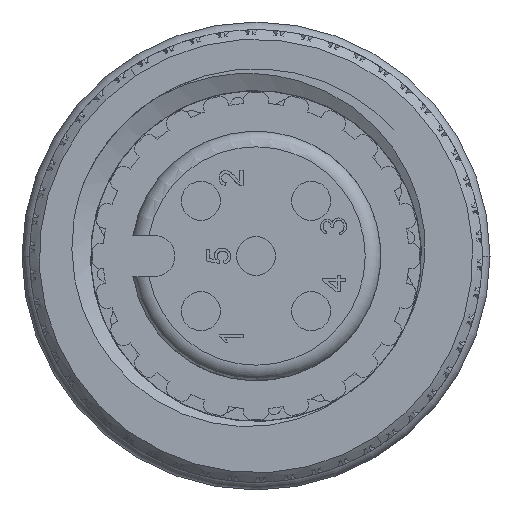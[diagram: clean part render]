
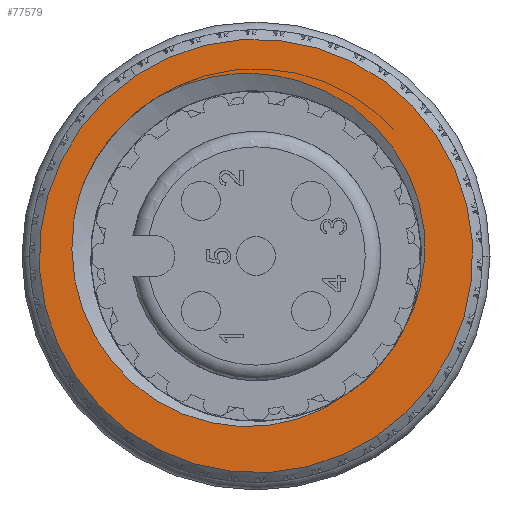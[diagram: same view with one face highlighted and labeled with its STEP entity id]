
A CAD part, left-side view. The second image highlights one B-rep face of the part: STEP entity #77579.
In plain terms, the highlighted face is planar.
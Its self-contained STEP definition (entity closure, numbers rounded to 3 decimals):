
#2233=CARTESIAN_POINT('',(36.5,0.,0.3));
#2234=DIRECTION('',(1.,0.,0.));
#2235=DIRECTION('',(0.,0.831,0.556));
#2236=AXIS2_PLACEMENT_3D('',#2233,#2234,#2235);
#2238=CARTESIAN_POINT('',(36.5,0.,0.3));
#2239=DIRECTION('',(1.,0.,0.));
#2240=DIRECTION('',(0.,-0.831,-0.556));
#2241=AXIS2_PLACEMENT_3D('',#2238,#2239,#2240);
#2243=CARTESIAN_POINT('',(36.5,5.077,3.498));
#2244=CARTESIAN_POINT('',(36.5,5.149,3.372));
#2245=CARTESIAN_POINT('',(36.5,5.284,3.114));
#2246=CARTESIAN_POINT('',(36.5,5.463,2.698));
#2247=CARTESIAN_POINT('',(36.5,5.606,2.276));
#2248=CARTESIAN_POINT('',(36.5,5.713,1.865));
#2249=CARTESIAN_POINT('',(36.5,5.784,1.485));
#2250=CARTESIAN_POINT('',(36.5,5.826,1.142));
#2251=CARTESIAN_POINT('',(36.5,5.846,0.843));
#2252=CARTESIAN_POINT('',(36.5,5.852,0.582));
#2253=CARTESIAN_POINT('',(36.5,5.847,0.344));
#2254=CARTESIAN_POINT('',(36.5,5.833,0.114));
#2255=CARTESIAN_POINT('',(36.5,5.81,
-0.121));
#2256=CARTESIAN_POINT('',(36.5,5.777,
-0.356));
#2257=CARTESIAN_POINT('',(36.5,5.735,-0.589));
#2258=CARTESIAN_POINT('',(36.5,5.684,-0.816));
#2259=CARTESIAN_POINT('',(36.5,5.625,-1.041));
#2260=CARTESIAN_POINT('',(36.5,5.551,-1.28));
#2261=CARTESIAN_POINT('',(36.5,5.455,-1.546));
#2262=CARTESIAN_POINT('',(36.5,5.326,-1.851));
#2263=CARTESIAN_POINT('',(36.5,5.16,-2.184));
#2264=CARTESIAN_POINT('',(36.5,4.951,-2.538));
#2265=CARTESIAN_POINT('',(36.5,4.702,-2.897));
#2266=CARTESIAN_POINT('',(36.5,4.426,-3.234));
#2267=CARTESIAN_POINT('',(36.5,4.128,-3.547));
#2268=CARTESIAN_POINT('',(36.5,3.805,-3.837));
#2269=CARTESIAN_POINT('',(36.5,3.462,-4.102));
#2270=CARTESIAN_POINT('',(36.5,3.102,-4.338));
#2271=CARTESIAN_POINT('',(36.5,2.728,-4.544));
#2272=CARTESIAN_POINT('',(36.5,2.345,-4.718));
#2273=CARTESIAN_POINT('',(36.5,1.951,-4.861));
#2274=CARTESIAN_POINT('',(36.5,1.547,-4.974));
#2275=CARTESIAN_POINT('',(36.5,1.134,-5.056));
#2276=CARTESIAN_POINT('',(36.5,0.714,
-5.106));
#2277=CARTESIAN_POINT('',(36.5,0.292,
-5.123));
#2278=CARTESIAN_POINT('',(36.5,-0.132,
-5.108));
#2279=CARTESIAN_POINT('',(36.5,-0.553,
-5.059));
#2280=CARTESIAN_POINT('',(36.5,-0.965,
-4.98));
#2281=CARTESIAN_POINT('',(36.5,-1.365,
-4.87));
#2282=CARTESIAN_POINT('',(36.5,-1.749,
-4.73));
#2283=CARTESIAN_POINT('',(36.5,-1.99,
-4.621));
#2284=CARTESIAN_POINT('',(36.5,-2.107,
-4.563));
#2286=CARTESIAN_POINT('',(36.5,2.242,5.865));
#2287=CARTESIAN_POINT('',(36.5,2.371,5.813));
#2288=CARTESIAN_POINT('',(36.5,2.625,5.7));
#2289=CARTESIAN_POINT('',(36.5,2.995,5.505));
#2290=CARTESIAN_POINT('',(36.5,3.35,5.284));
#2291=CARTESIAN_POINT('',(36.5,3.688,5.038));
#2292=CARTESIAN_POINT('',(36.5,4.009,4.771));
#2293=CARTESIAN_POINT('',(36.5,4.31,4.481));
#2294=CARTESIAN_POINT('',(36.5,4.591,4.171));
#2295=CARTESIAN_POINT('',(36.5,4.848,3.843));
#2296=CARTESIAN_POINT('',(36.5,5.003,3.615));
#2297=CARTESIAN_POINT('',(36.5,5.077,3.498));
#2299=CARTESIAN_POINT('',(36.5,-4.406,-2.646));
#2300=CARTESIAN_POINT('',(36.5,-4.489,-2.534));
#2301=CARTESIAN_POINT('',(36.5,-4.647,-2.303));
#2302=CARTESIAN_POINT('',(36.5,-4.859,-1.935));
#2303=CARTESIAN_POINT('',(36.5,-5.041,-1.55));
#2304=CARTESIAN_POINT('',(36.5,-5.192,-1.154));
#2305=CARTESIAN_POINT('',(36.5,-5.311,-0.751));
#2306=CARTESIAN_POINT('',(36.5,-5.398,-0.34));
#2307=CARTESIAN_POINT('',(36.5,-5.453,0.078));
#2308=CARTESIAN_POINT('',(36.5,-5.475,0.498));
#2309=CARTESIAN_POINT('',(36.5,-5.465,0.918));
#2310=CARTESIAN_POINT('',(36.5,-5.422,1.339));
#2311=CARTESIAN_POINT('',(36.5,-5.344,1.764));
#2312=CARTESIAN_POINT('',(36.5,-5.233,2.185));
#2313=CARTESIAN_POINT('',(36.5,-5.089,2.598));
#2314=CARTESIAN_POINT('',(36.5,-4.915,2.996));
#2315=CARTESIAN_POINT('',(36.5,-4.712,3.377));
#2316=CARTESIAN_POINT('',(36.5,-4.478,3.744));
#2317=CARTESIAN_POINT('',(36.5,-4.216,4.093));
#2318=CARTESIAN_POINT('',(36.5,-3.93,4.418));
#2319=CARTESIAN_POINT('',(36.5,-3.621,4.719));
#2320=CARTESIAN_POINT('',(36.5,-3.285,4.999));
#2321=CARTESIAN_POINT('',(36.5,-2.923,5.256));
#2322=CARTESIAN_POINT('',(36.5,-2.541,5.485));
#2323=CARTESIAN_POINT('',(36.5,-2.142,5.686));
#2324=CARTESIAN_POINT('',(36.5,-1.731,5.854));
#2325=CARTESIAN_POINT('',(36.5,-1.308,5.99));
#2326=CARTESIAN_POINT('',(36.5,-0.874,
6.095));
#2327=CARTESIAN_POINT('',(36.5,-0.43,
6.166));
#2328=CARTESIAN_POINT('',(36.5,0.018,6.203));
#2329=CARTESIAN_POINT('',(36.5,0.467,6.206));
#2330=CARTESIAN_POINT('',(36.5,0.916,6.173));
#2331=CARTESIAN_POINT('',(36.5,1.363,6.107));
#2332=CARTESIAN_POINT('',(36.5,1.806,6.006));
#2333=CARTESIAN_POINT('',(36.5,2.097,5.916));
#2334=CARTESIAN_POINT('',(36.5,2.242,5.865));
#2336=CARTESIAN_POINT('',(36.5,0.,0.3));
#2337=DIRECTION('',(-1.,0.,0.));
#2338=DIRECTION('',(0.,-0.398,-0.918));
#2339=AXIS2_PLACEMENT_3D('',#2336,#2337,#2338);
#66978=CARTESIAN_POINT('',(36.5,-5.777,-3.563));
#66979=CARTESIAN_POINT('',(36.5,5.777,4.163));
#66980=VERTEX_POINT('',#66978);
#66981=VERTEX_POINT('',#66979);
#66984=VERTEX_POINT('',#2243);
#66985=VERTEX_POINT('',#2284);
#67166=CARTESIAN_POINT('',(36.5,-4.406,-2.646));
#67168=VERTEX_POINT('',#67166);
#67231=VERTEX_POINT('',#2334);
#77560=CARTESIAN_POINT('',(36.5,0.,0.3));
#77561=DIRECTION('',(-1.,0.,0.));
#77562=DIRECTION('',(0.,0.831,0.556));
#77563=AXIS2_PLACEMENT_3D('',#77560,#77561,#77562);
#77564=PLANE('',#77563);
#77565=ORIENTED_EDGE('',*,*,#77241,.F.);
#77566=ORIENTED_EDGE('',*,*,#77251,.F.);
#77567=EDGE_LOOP('',(#77565,#77566));
#77568=FACE_OUTER_BOUND('',#77567,.F.);
#77570=ORIENTED_EDGE('',*,*,#77569,.F.);
#77572=ORIENTED_EDGE('',*,*,#77571,.F.);
#77574=ORIENTED_EDGE('',*,*,#77573,.F.);
#77576=ORIENTED_EDGE('',*,*,#77575,.F.);
#77577=EDGE_LOOP('',(#77570,#77572,#77574,#77576));
#77578=FACE_BOUND('',#77577,.F.);
#77579=ADVANCED_FACE('',(#77568,#77578),#77564,.F.);
#2237=CIRCLE('',#2236,6.95);
#2242=CIRCLE('',#2241,6.95);
#2285=B_SPLINE_CURVE_WITH_KNOTS('',3,(#2243,#2244,#2245,#2246,#2247,#2248,#2249,
#2250,#2251,#2252,#2253,#2254,#2255,#2256,#2257,#2258,#2259,#2260,#2261,#2262,
#2263,#2264,#2265,#2266,#2267,#2268,#2269,#2270,#2271,#2272,#2273,#2274,#2275,
#2276,#2277,#2278,#2279,#2280,#2281,#2282,#2283,#2284),.UNSPECIFIED.,.F.,.F.,(4,
1,1,1,1,1,1,1,1,1,1,1,1,1,1,1,1,1,1,1,1,1,1,1,1,1,1,1,1,1,1,1,1,1,1,1,1,1,1,4),(
0.,0.026,0.051,0.077,0.103,
0.128,0.154,0.179,0.205,
0.231,0.256,0.282,0.308,
0.333,0.359,0.385,0.41,
0.436,0.462,0.487,0.513,
0.538,0.564,0.59,0.615,
0.641,0.667,0.692,0.718,
0.744,0.769,0.795,0.821,
0.846,0.872,0.897,0.923,
0.949,0.974,1.),.UNSPECIFIED.);
#2298=B_SPLINE_CURVE_WITH_KNOTS('',3,(#2286,#2287,#2288,#2289,#2290,#2291,#2292,
#2293,#2294,#2295,#2296,#2297),.UNSPECIFIED.,.F.,.F.,(4,1,1,1,1,1,1,1,1,4),
(0.,0.111,0.222,0.333,0.444,
0.556,0.667,0.778,0.889,1.),
.UNSPECIFIED.);
#2335=B_SPLINE_CURVE_WITH_KNOTS('',3,(#2299,#2300,#2301,#2302,#2303,#2304,#2305,
#2306,#2307,#2308,#2309,#2310,#2311,#2312,#2313,#2314,#2315,#2316,#2317,#2318,
#2319,#2320,#2321,#2322,#2323,#2324,#2325,#2326,#2327,#2328,#2329,#2330,#2331,
#2332,#2333,#2334),.UNSPECIFIED.,.F.,.F.,(4,1,1,1,1,1,1,1,1,1,1,1,1,1,1,1,1,1,1,
1,1,1,1,1,1,1,1,1,1,1,1,1,1,4),(0.,0.03,0.061,
0.091,0.121,0.152,0.182,
0.212,0.242,0.273,0.303,
0.333,0.364,0.394,0.424,
0.455,0.485,0.515,0.545,
0.576,0.606,0.636,0.667,
0.697,0.727,0.758,0.788,
0.818,0.848,0.879,0.909,
0.939,0.97,1.),.UNSPECIFIED.);
#2340=CIRCLE('',#2339,5.3);
#77241=EDGE_CURVE('',#66981,#66980,#2237,.T.);
#77251=EDGE_CURVE('',#66980,#66981,#2242,.T.);
#77569=EDGE_CURVE('',#66984,#66985,#2285,.T.);
#77571=EDGE_CURVE('',#67231,#66984,#2298,.T.);
#77573=EDGE_CURVE('',#67168,#67231,#2335,.T.);
#77575=EDGE_CURVE('',#66985,#67168,#2340,.T.);
